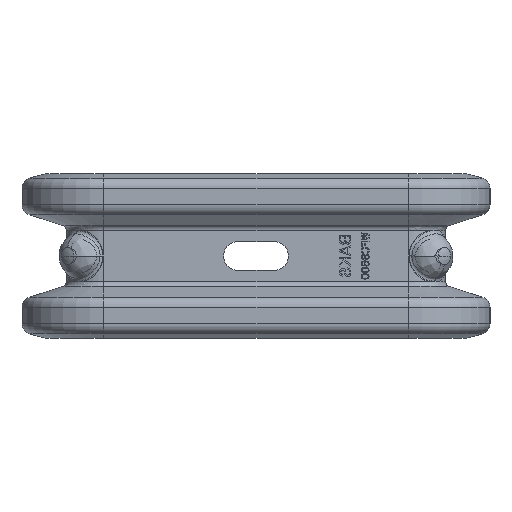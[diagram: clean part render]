
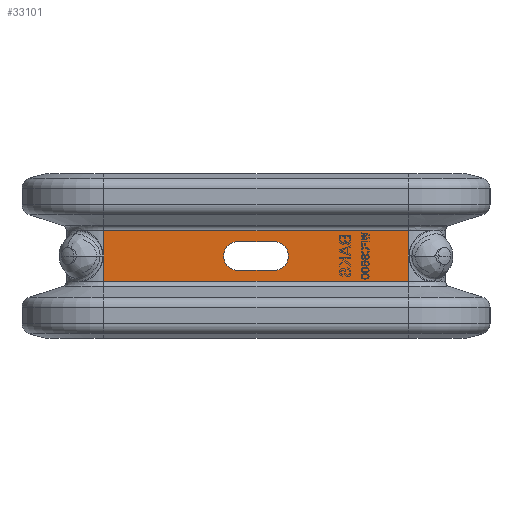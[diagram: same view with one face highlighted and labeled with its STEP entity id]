
A CAD part, left-side view. The second image highlights one B-rep face of the part: STEP entity #33101.
In plain terms, the highlighted planar face has unit normal (-1, 0, 0).
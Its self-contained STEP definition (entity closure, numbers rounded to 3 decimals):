
#9438=DIRECTION('',(0.,1.,0.));
#9439=VECTOR('',#9438,117.);
#9440=CARTESIAN_POINT('',(-657.,31.5,9.8));
#9441=LINE('',#9440,#9439);
#9442=DIRECTION('',(0.,0.,1.));
#9443=VECTOR('',#9442,19.6);
#9444=CARTESIAN_POINT('',(-657.,31.5,-9.8));
#9445=LINE('',#9444,#9443);
#9446=DIRECTION('',(0.,1.,0.));
#9447=VECTOR('',#9446,117.);
#9448=CARTESIAN_POINT('',(-657.,31.5,-9.8));
#9449=LINE('',#9448,#9447);
#9450=DIRECTION('',(0.,1.,0.));
#9451=VECTOR('',#9450,14.);
#9452=CARTESIAN_POINT('',(-657.,83.,5.5));
#9453=LINE('',#9452,#9451);
#9454=CARTESIAN_POINT('',(-657.,97.,0.));
#9455=DIRECTION('',(1.,0.,0.));
#9456=DIRECTION('',(0.,0.,-1.));
#9457=AXIS2_PLACEMENT_3D('',#9454,#9455,#9456);
#9459=DIRECTION('',(0.,-1.,0.));
#9460=VECTOR('',#9459,14.);
#9461=CARTESIAN_POINT('',(-657.,97.,-5.5));
#9462=LINE('',#9461,#9460);
#9463=CARTESIAN_POINT('',(-657.,83.,0.));
#9464=DIRECTION('',(1.,0.,0.));
#9465=DIRECTION('',(0.,0.,1.));
#9466=AXIS2_PLACEMENT_3D('',#9463,#9464,#9465);
#10363=DIRECTION('',(0.,0.,1.));
#10364=VECTOR('',#10363,19.6);
#10365=CARTESIAN_POINT('',(-657.,148.5,-9.8));
#10366=LINE('',#10365,#10364);
#14961=CARTESIAN_POINT('',(-657.,31.5,-9.8));
#14962=VERTEX_POINT('',#14961);
#14963=CARTESIAN_POINT('',(-657.,31.5,9.8));
#14964=VERTEX_POINT('',#14963);
#14989=CARTESIAN_POINT('',(-657.,148.5,-9.8));
#14990=VERTEX_POINT('',#14989);
#14991=CARTESIAN_POINT('',(-657.,148.5,9.8));
#14992=VERTEX_POINT('',#14991);
#15217=CARTESIAN_POINT('',(-657.,83.,5.5));
#15218=CARTESIAN_POINT('',(-657.,97.,5.5));
#15219=VERTEX_POINT('',#15217);
#15220=VERTEX_POINT('',#15218);
#15221=CARTESIAN_POINT('',(-657.,97.,-5.5));
#15222=VERTEX_POINT('',#15221);
#15223=CARTESIAN_POINT('',(-657.,83.,-5.5));
#15224=VERTEX_POINT('',#15223);
#33078=CARTESIAN_POINT('',(-657.,31.5,-9.8));
#33079=DIRECTION('',(-1.,0.,0.));
#33080=DIRECTION('',(0.,0.,1.));
#33081=AXIS2_PLACEMENT_3D('',#33078,#33079,#33080);
#33082=PLANE('',#33081);
#33083=ORIENTED_EDGE('',*,*,#31089,.F.);
#33085=ORIENTED_EDGE('',*,*,#33084,.T.);
#33087=ORIENTED_EDGE('',*,*,#33086,.T.);
#33088=ORIENTED_EDGE('',*,*,#33070,.F.);
#33089=EDGE_LOOP('',(#33083,#33085,#33087,#33088));
#33090=FACE_OUTER_BOUND('',#33089,.F.);
#33092=ORIENTED_EDGE('',*,*,#33091,.T.);
#33094=ORIENTED_EDGE('',*,*,#33093,.F.);
#33096=ORIENTED_EDGE('',*,*,#33095,.T.);
#33098=ORIENTED_EDGE('',*,*,#33097,.F.);
#33099=EDGE_LOOP('',(#33092,#33094,#33096,#33098));
#33100=FACE_BOUND('',#33099,.F.);
#33101=ADVANCED_FACE('',(#33090,#33100),#33082,.T.);
#9458=CIRCLE('',#9457,5.5);
#9467=CIRCLE('',#9466,5.5);
#31089=EDGE_CURVE('',#14962,#14964,#9445,.T.);
#33070=EDGE_CURVE('',#14964,#14992,#9441,.T.);
#33084=EDGE_CURVE('',#14962,#14990,#9449,.T.);
#33086=EDGE_CURVE('',#14990,#14992,#10366,.T.);
#33091=EDGE_CURVE('',#15219,#15220,#9453,.T.);
#33093=EDGE_CURVE('',#15222,#15220,#9458,.T.);
#33095=EDGE_CURVE('',#15222,#15224,#9462,.T.);
#33097=EDGE_CURVE('',#15219,#15224,#9467,.T.);
